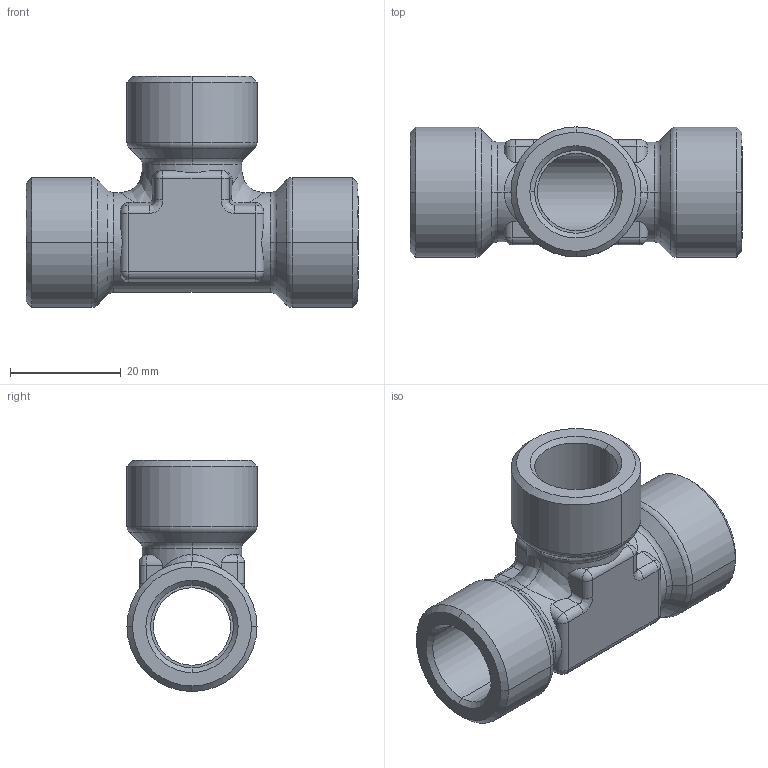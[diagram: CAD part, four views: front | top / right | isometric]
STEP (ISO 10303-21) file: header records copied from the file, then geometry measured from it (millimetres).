
FILE_DESCRIPTION(('STEP AP214'),'1');
FILE_NAME('0145_17_17.stp','2016-07-07T14:22:41',('TraceParts'),('TraceParts S.A.'),'Spatial InterOp 3D',' ',' ');
FILE_SCHEMA(('automotive_design'));
Length unit declared in the file: millimetre
Products named in the file (1): 0145-17-17
Bounding box: 60 x 23.5 x 41.75 mm (x, y, z)
Volume: 15555.9 mm3; surface area: 9893.7 mm2
Topology: 1 solids, 1 shells, 162 faces, 391 edges, 230 vertices
Faces by surface type: cylinder 55, plane 47, cone 22, torus 18, bspline 14, sphere 6
Entity records: 5662 total; most frequent: CARTESIAN_POINT 1992, ORIENTED_EDGE 770, DIRECTION 763, EDGE_CURVE 385, AXIS2_PLACEMENT_3D 297, VERTEX_POINT 230, EDGE_LOOP 171, LINE 169
